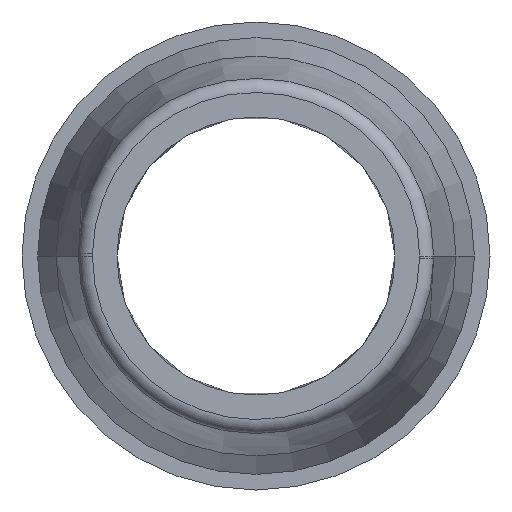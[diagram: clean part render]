
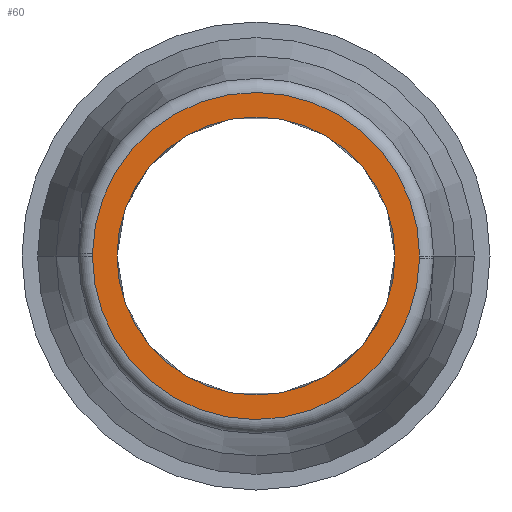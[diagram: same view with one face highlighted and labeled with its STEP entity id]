
A CAD part, left-side view. The second image highlights one B-rep face of the part: STEP entity #60.
In plain terms, the highlighted planar face has unit normal (-1, 0, 0).
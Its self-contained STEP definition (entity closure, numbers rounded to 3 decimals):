
#60=ADVANCED_FACE('',(#129,#130),#131,.T.);
#129=FACE_OUTER_BOUND('',#242,.T.);
#130=FACE_BOUND('',#243,.T.);
#131=PLANE('',#244);
#242=EDGE_LOOP('',(#426,#427,#428,#429));
#243=EDGE_LOOP('',(#430,#431));
#244=AXIS2_PLACEMENT_3D('',#432,#433,#434);
#426=ORIENTED_EDGE('',*,*,#762,.T.);
#427=ORIENTED_EDGE('',*,*,#776,.T.);
#428=ORIENTED_EDGE('',*,*,#766,.T.);
#429=ORIENTED_EDGE('',*,*,#777,.T.);
#430=ORIENTED_EDGE('',*,*,#778,.F.);
#431=ORIENTED_EDGE('',*,*,#775,.F.);
#432=CARTESIAN_POINT('',(-27.5,0.0,0.0));
#433=DIRECTION('',(-1.0,0.0,0.0));
#434=DIRECTION('',(0.0,0.0,1.0));
#762=EDGE_CURVE('',#922,#919,#923,.T.);
#766=EDGE_CURVE('',#930,#927,#931,.T.);
#775=EDGE_CURVE('',#943,#941,#945,.T.);
#776=EDGE_CURVE('',#919,#930,#946,.T.);
#777=EDGE_CURVE('',#927,#922,#947,.T.);
#778=EDGE_CURVE('',#941,#943,#948,.T.);
#919=VERTEX_POINT('',#1109);
#922=VERTEX_POINT('',#1112);
#923=CIRCLE('',#1113,5.766);
#927=VERTEX_POINT('',#1117);
#930=VERTEX_POINT('',#1120);
#931=CIRCLE('',#1121,5.766);
#941=VERTEX_POINT('',#1131);
#943=VERTEX_POINT('',#1134);
#945=CIRCLE('',#1137,4.9);
#946=CIRCLE('',#1138,5.766);
#947=CIRCLE('',#1139,5.766);
#948=CIRCLE('',#1140,4.9);
#1109=CARTESIAN_POINT('',(-27.5,5.765,0.083));
#1112=CARTESIAN_POINT('',(-27.5,-5.766,0.0));
#1113=AXIS2_PLACEMENT_3D('',#1364,#1365,#1366);
#1117=CARTESIAN_POINT('',(-27.5,-5.765,-0.083));
#1120=CARTESIAN_POINT('',(-27.5,5.766,0.0));
#1121=AXIS2_PLACEMENT_3D('',#1376,#1377,#1378);
#1131=CARTESIAN_POINT('',(-27.5,-4.9,0.0));
#1134=CARTESIAN_POINT('',(-27.5,4.9,0.0));
#1137=AXIS2_PLACEMENT_3D('',#1399,#1400,#1401);
#1138=AXIS2_PLACEMENT_3D('',#1402,#1403,#1404);
#1139=AXIS2_PLACEMENT_3D('',#1405,#1406,#1407);
#1140=AXIS2_PLACEMENT_3D('',#1408,#1409,#1410);
#1364=CARTESIAN_POINT('',(-27.5,0.0,0.0));
#1365=DIRECTION('',(-1.0,0.0,0.0));
#1366=DIRECTION('',(0.0,-1.0,0.0));
#1376=CARTESIAN_POINT('',(-27.5,0.0,0.0));
#1377=DIRECTION('',(-1.0,0.0,0.0));
#1378=DIRECTION('',(0.0,1.0,0.0));
#1399=CARTESIAN_POINT('',(-27.5,0.0,0.0));
#1400=DIRECTION('',(-1.0,0.0,0.0));
#1401=DIRECTION('',(0.0,1.0,0.0));
#1402=CARTESIAN_POINT('',(-27.5,0.0,0.0));
#1403=DIRECTION('',(-1.0,0.0,0.0));
#1404=DIRECTION('',(0.0,-1.0,0.0));
#1405=CARTESIAN_POINT('',(-27.5,0.0,0.0));
#1406=DIRECTION('',(-1.0,0.0,0.0));
#1407=DIRECTION('',(0.0,1.0,0.0));
#1408=CARTESIAN_POINT('',(-27.5,0.0,0.0));
#1409=DIRECTION('',(-1.0,0.0,0.0));
#1410=DIRECTION('',(0.0,-1.0,0.0));
